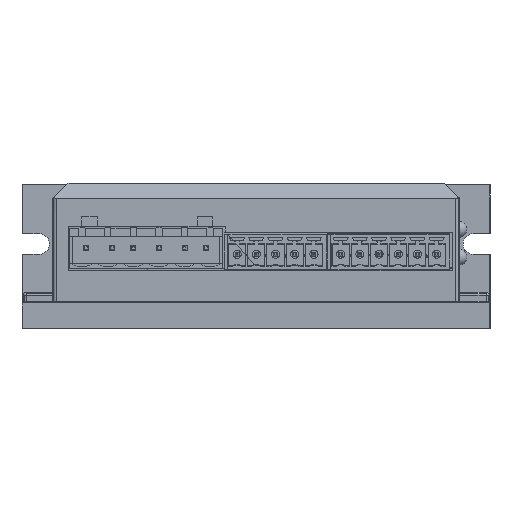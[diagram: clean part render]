
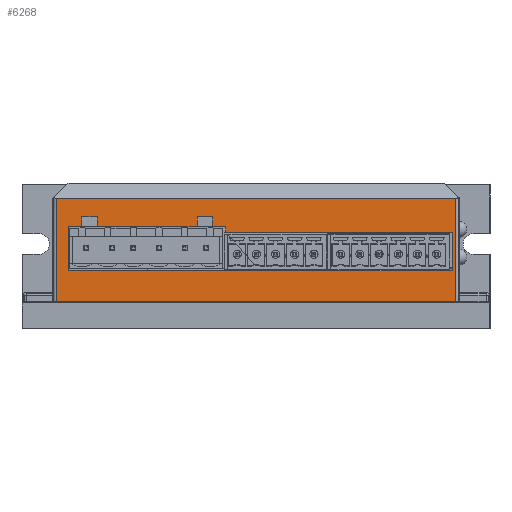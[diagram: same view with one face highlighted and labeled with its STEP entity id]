
A CAD part, top view. The second image highlights one B-rep face of the part: STEP entity #6268.
In plain terms, the highlighted planar face has unit normal (0, 0, 1).
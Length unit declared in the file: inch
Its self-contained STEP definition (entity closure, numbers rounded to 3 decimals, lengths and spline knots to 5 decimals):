
#618 = VECTOR ( 'NONE', #11352, 39.37008 ) ;
#1894 = LINE ( 'NONE', #19931, #18999 ) ;
#2712 = EDGE_CURVE ( 'NONE', #4878, #8157, #35286, .T. ) ;
#3550 = CARTESIAN_POINT ( 'NONE',  ( -1.56, 0.3425, 0. ) ) ;
#3959 = CARTESIAN_POINT ( 'NONE',  ( -0.171, 0.1995, 0. ) ) ;
#4321 = CARTESIAN_POINT ( 'NONE',  ( -0.462, 0.09975, 0. ) ) ;
#4449 = CARTESIAN_POINT ( 'NONE',  ( -1.242, 0.06125, 0. ) ) ;
#4455 = DIRECTION ( 'NONE',  ( 0., 1., 0. ) ) ;
#4653 = ORIENTED_EDGE ( 'NONE', *, *, #22579, .T. ) ;
#4878 = VERTEX_POINT ( 'NONE', #21153 ) ;
#5229 = DIRECTION ( 'NONE',  ( 1., 0., 0. ) ) ;
#5383 = VERTEX_POINT ( 'NONE', #3550 ) ;
#5681 = EDGE_CURVE ( 'NONE', #18140, #37419, #37652, .T. ) ;
#5687 = VERTEX_POINT ( 'NONE', #39625 ) ;
#5756 = FACE_OUTER_BOUND ( 'NONE', #16057, .T. ) ;
#5820 = VERTEX_POINT ( 'NONE', #35067 ) ;
#6268 = ADVANCED_FACE ( 'NONE', ( #23915, #5756 ), #20538, .T. ) ;
#6464 = ORIENTED_EDGE ( 'NONE', *, *, #16010, .T. ) ;
#8000 = EDGE_LOOP ( 'NONE', ( #22159, #4653, #20798, #16862, #12666, #11110, #43900, #31623, #8259, #16190, #25669, #43138, #6464, #9341 ) ) ;
#8145 = CARTESIAN_POINT ( 'NONE',  ( -1.56, -0.4625, 0. ) ) ;
#8157 = VERTEX_POINT ( 'NONE', #31436 ) ;
#8164 = CARTESIAN_POINT ( 'NONE',  ( -0.1185, 0.1225, 0. ) ) ;
#8227 = LINE ( 'NONE', #14723, #40984 ) ;
#8259 = ORIENTED_EDGE ( 'NONE', *, *, #29487, .T. ) ;
#8588 = EDGE_CURVE ( 'NONE', #15305, #36300, #1894, .T. ) ;
#8649 = VERTEX_POINT ( 'NONE', #18377 ) ;
#9034 = ORIENTED_EDGE ( 'NONE', *, *, #18986, .F. ) ;
#9235 = CARTESIAN_POINT ( 'NONE',  ( -1.242, 0.1225, 0. ) ) ;
#9341 = ORIENTED_EDGE ( 'NONE', *, *, #30690, .T. ) ;
#9489 = CARTESIAN_POINT ( 'NONE',  ( -0.342, 0.1225, 0. ) ) ;
#9668 = CARTESIAN_POINT ( 'NONE',  ( 0.765, 0.0775, 0. ) ) ;
#9735 = LINE ( 'NONE', #4449, #618 ) ;
#11110 = ORIENTED_EDGE ( 'NONE', *, *, #5681, .T. ) ;
#11132 = DIRECTION ( 'NONE',  ( 0., -1., 0. ) ) ;
#11352 = DIRECTION ( 'NONE',  ( 0., -1., 0. ) ) ;
#11450 = CARTESIAN_POINT ( 'NONE',  ( -1.56, 0.23125, 0. ) ) ;
#12666 = ORIENTED_EDGE ( 'NONE', *, *, #42269, .T. ) ;
#12717 = CARTESIAN_POINT ( 'NONE',  ( 1.56, -0.23125, 0. ) ) ;
#12955 = LINE ( 'NONE', #4321, #30002 ) ;
#13023 = CARTESIAN_POINT ( 'NONE',  ( 0.795, 0.3425, 0. ) ) ;
#13258 = VECTOR ( 'NONE', #14882, 39.37008 ) ;
#14214 = VECTOR ( 'NONE', #5229, 39.37008 ) ;
#14385 = CARTESIAN_POINT ( 'NONE',  ( -0.681, 0.1225, 0. ) ) ;
#14723 = CARTESIAN_POINT ( 'NONE',  ( 1.53, -0.11125, 0. ) ) ;
#14882 = DIRECTION ( 'NONE',  ( 0., 1., 0. ) ) ;
#15305 = VERTEX_POINT ( 'NONE', #34804 ) ;
#15321 = EDGE_CURVE ( 'NONE', #24926, #17130, #12955, .T. ) ;
#16001 = CARTESIAN_POINT ( 'NONE',  ( -1.362, 0.1995, 0. ) ) ;
#16010 = EDGE_CURVE ( 'NONE', #36300, #5820, #38255, .T. ) ;
#16057 = EDGE_LOOP ( 'NONE', ( #35949, #9034, #20569, #25939 ) ) ;
#16181 = DIRECTION ( 'NONE',  ( 0., -1., 0. ) ) ;
#16190 = ORIENTED_EDGE ( 'NONE', *, *, #15321, .T. ) ;
#16862 = ORIENTED_EDGE ( 'NONE', *, *, #19254, .T. ) ;
#17073 = VECTOR ( 'NONE', #37761, 39.37008 ) ;
#17130 = VERTEX_POINT ( 'NONE', #35898 ) ;
#17559 = EDGE_CURVE ( 'NONE', #43408, #5383, #24451, .T. ) ;
#17932 = VECTOR ( 'NONE', #36681, 39.37008 ) ;
#18115 = LINE ( 'NONE', #3959, #17073 ) ;
#18140 = VERTEX_POINT ( 'NONE', #41479 ) ;
#18377 = CARTESIAN_POINT ( 'NONE',  ( -0.237, 0.0775, 0. ) ) ;
#18644 = CARTESIAN_POINT ( 'NONE',  ( -1.242, 0.1995, 0. ) ) ;
#18790 = EDGE_CURVE ( 'NONE', #37419, #29042, #32273, .T. ) ;
#18953 = CARTESIAN_POINT ( 'NONE',  ( -0.462, 0.1225, 0. ) ) ;
#18974 = CARTESIAN_POINT ( 'NONE',  ( 1.56, 0.3425, 0. ) ) ;
#18986 = EDGE_CURVE ( 'NONE', #5383, #38742, #42647, .T. ) ;
#18999 = VECTOR ( 'NONE', #19688, 39.37008 ) ;
#19254 = EDGE_CURVE ( 'NONE', #8157, #20235, #25612, .T. ) ;
#19688 = DIRECTION ( 'NONE',  ( 0., -1., 0. ) ) ;
#19931 = CARTESIAN_POINT ( 'NONE',  ( -0.342, 0.06125, 0. ) ) ;
#20235 = VERTEX_POINT ( 'NONE', #37000 ) ;
#20528 = DIRECTION ( 'NONE',  ( 1., 0., 0. ) ) ;
#20538 = PLANE ( 'NONE',  #25666 ) ;
#20569 = ORIENTED_EDGE ( 'NONE', *, *, #17559, .F. ) ;
#20772 = CARTESIAN_POINT ( 'NONE',  ( 0., 0., 0. ) ) ;
#20781 = VECTOR ( 'NONE', #39912, 39.37008 ) ;
#20798 = ORIENTED_EDGE ( 'NONE', *, *, #2712, .T. ) ;
#20821 = DIRECTION ( 'NONE',  ( 0., 0., 1. ) ) ;
#21153 = CARTESIAN_POINT ( 'NONE',  ( 1.53, -0.2225, 0. ) ) ;
#22159 = ORIENTED_EDGE ( 'NONE', *, *, #41469, .T. ) ;
#22579 = EDGE_CURVE ( 'NONE', #30119, #4878, #8227, .T. ) ;
#22732 = VECTOR ( 'NONE', #30367, 39.37008 ) ;
#22933 = VECTOR ( 'NONE', #16181, 39.37008 ) ;
#23915 = FACE_BOUND ( 'NONE', #8000, .T. ) ;
#24032 = VECTOR ( 'NONE', #38109, 39.37008 ) ;
#24451 = LINE ( 'NONE', #11450, #13258 ) ;
#24926 = VERTEX_POINT ( 'NONE', #18953 ) ;
#25498 = VECTOR ( 'NONE', #29678, 39.37008 ) ;
#25612 = LINE ( 'NONE', #41576, #42365 ) ;
#25666 = AXIS2_PLACEMENT_3D ( 'NONE', #20772, #20821, #20528 ) ;
#25669 = ORIENTED_EDGE ( 'NONE', *, *, #29485, .T. ) ;
#25679 = CARTESIAN_POINT ( 'NONE',  ( -0.621, 0.1995, 0. ) ) ;
#25939 = ORIENTED_EDGE ( 'NONE', *, *, #32825, .T. ) ;
#26321 = VECTOR ( 'NONE', #35987, 39.37008 ) ;
#27150 = VECTOR ( 'NONE', #34583, 39.37008 ) ;
#27825 = CARTESIAN_POINT ( 'NONE',  ( -0.231, 0.1225, 0. ) ) ;
#28049 = CARTESIAN_POINT ( 'NONE',  ( -1.59, -0.4625, 0. ) ) ;
#29042 = VERTEX_POINT ( 'NONE', #18644 ) ;
#29408 = VECTOR ( 'NONE', #38610, 39.37008 ) ;
#29485 = EDGE_CURVE ( 'NONE', #17130, #15305, #18115, .T. ) ;
#29487 = EDGE_CURVE ( 'NONE', #37446, #24926, #35048, .T. ) ;
#29678 = DIRECTION ( 'NONE',  ( 0., -1., 0. ) ) ;
#30002 = VECTOR ( 'NONE', #31572, 39.37008 ) ;
#30119 = VERTEX_POINT ( 'NONE', #36579 ) ;
#30367 = DIRECTION ( 'NONE',  ( 1., 0., 0. ) ) ;
#30690 = EDGE_CURVE ( 'NONE', #5820, #8649, #43294, .T. ) ;
#31052 = EDGE_CURVE ( 'NONE', #29042, #37446, #9735, .T. ) ;
#31436 = CARTESIAN_POINT ( 'NONE',  ( -1.467, -0.2225, 0. ) ) ;
#31572 = DIRECTION ( 'NONE',  ( 0., 1., 0. ) ) ;
#31623 = ORIENTED_EDGE ( 'NONE', *, *, #31052, .T. ) ;
#31690 = VECTOR ( 'NONE', #34692, 39.37008 ) ;
#31779 = LINE ( 'NONE', #9668, #22732 ) ;
#32273 = LINE ( 'NONE', #25679, #14214 ) ;
#32825 = EDGE_CURVE ( 'NONE', #43408, #5687, #33039, .T. ) ;
#33039 = LINE ( 'NONE', #28049, #24032 ) ;
#34583 = DIRECTION ( 'NONE',  ( 1., 0., 0. ) ) ;
#34692 = DIRECTION ( 'NONE',  ( 1., 0., 0. ) ) ;
#34804 = CARTESIAN_POINT ( 'NONE',  ( -0.342, 0.1995, 0. ) ) ;
#35048 = LINE ( 'NONE', #27825, #27150 ) ;
#35067 = CARTESIAN_POINT ( 'NONE',  ( -0.237, 0.1225, 0. ) ) ;
#35286 = LINE ( 'NONE', #36627, #26321 ) ;
#35898 = CARTESIAN_POINT ( 'NONE',  ( -0.462, 0.1995, 0. ) ) ;
#35949 = ORIENTED_EDGE ( 'NONE', *, *, #38840, .F. ) ;
#35987 = DIRECTION ( 'NONE',  ( -1., 0., 0. ) ) ;
#36233 = CARTESIAN_POINT ( 'NONE',  ( -0.237, 0.03875, 0. ) ) ;
#36300 = VERTEX_POINT ( 'NONE', #9489 ) ;
#36579 = CARTESIAN_POINT ( 'NONE',  ( 1.53, 0.0775, 0. ) ) ;
#36627 = CARTESIAN_POINT ( 'NONE',  ( -0.7335, -0.2225, 0. ) ) ;
#36681 = DIRECTION ( 'NONE',  ( 1., 0., 0. ) ) ;
#37000 = CARTESIAN_POINT ( 'NONE',  ( -1.467, 0.1225, 0. ) ) ;
#37419 = VERTEX_POINT ( 'NONE', #16001 ) ;
#37446 = VERTEX_POINT ( 'NONE', #9235 ) ;
#37652 = LINE ( 'NONE', #39898, #20781 ) ;
#37761 = DIRECTION ( 'NONE',  ( 1., 0., 0. ) ) ;
#38109 = DIRECTION ( 'NONE',  ( 1., 0., 0. ) ) ;
#38255 = LINE ( 'NONE', #8164, #29408 ) ;
#38610 = DIRECTION ( 'NONE',  ( 1., 0., 0. ) ) ;
#38742 = VERTEX_POINT ( 'NONE', #18974 ) ;
#38840 = EDGE_CURVE ( 'NONE', #38742, #5687, #41832, .T. ) ;
#39625 = CARTESIAN_POINT ( 'NONE',  ( 1.56, -0.4625, 0. ) ) ;
#39898 = CARTESIAN_POINT ( 'NONE',  ( -1.362, 0.09975, 0. ) ) ;
#39912 = DIRECTION ( 'NONE',  ( 0., 1., 0. ) ) ;
#40984 = VECTOR ( 'NONE', #11132, 39.37008 ) ;
#41469 = EDGE_CURVE ( 'NONE', #8649, #30119, #31779, .T. ) ;
#41479 = CARTESIAN_POINT ( 'NONE',  ( -1.362, 0.1225, 0. ) ) ;
#41576 = CARTESIAN_POINT ( 'NONE',  ( -1.467, 0.06125, 0. ) ) ;
#41832 = LINE ( 'NONE', #12717, #22933 ) ;
#42269 = EDGE_CURVE ( 'NONE', #20235, #18140, #42601, .T. ) ;
#42365 = VECTOR ( 'NONE', #4455, 39.37008 ) ;
#42601 = LINE ( 'NONE', #14385, #31690 ) ;
#42647 = LINE ( 'NONE', #13023, #17932 ) ;
#43138 = ORIENTED_EDGE ( 'NONE', *, *, #8588, .T. ) ;
#43294 = LINE ( 'NONE', #36233, #25498 ) ;
#43408 = VERTEX_POINT ( 'NONE', #8145 ) ;
#43900 = ORIENTED_EDGE ( 'NONE', *, *, #18790, .T. ) ;
